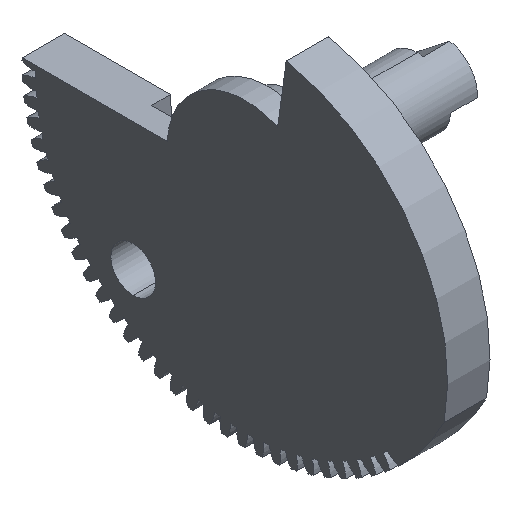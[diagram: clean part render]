
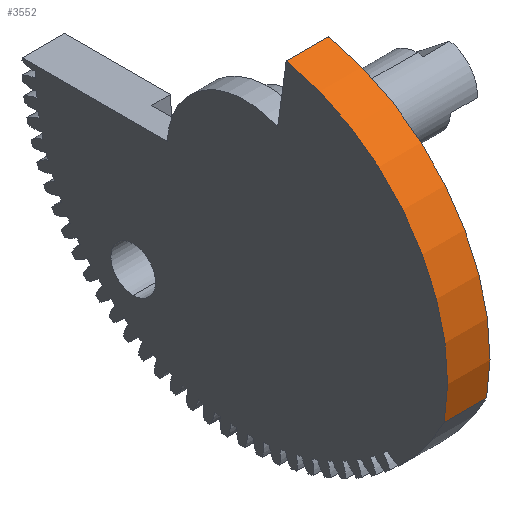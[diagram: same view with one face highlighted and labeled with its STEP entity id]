
A CAD part, isometric view. The second image highlights one B-rep face of the part: STEP entity #3552.
In plain terms, the highlighted cylindrical face has radius 18 mm (diameter 36 mm), a partial arc.
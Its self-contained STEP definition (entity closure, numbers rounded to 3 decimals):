
#6 = CARTESIAN_POINT ( 'NONE',  ( 0., -3.67, 11.883 ) ) ;
#8 = DIRECTION ( 'NONE',  ( 1., 0., 0. ) ) ;
#12 = ORIENTED_EDGE ( 'NONE', *, *, #43, .F. ) ;
#43 = EDGE_CURVE ( 'NONE', #1302, #5129, #3549, .T. ) ;
#62 = CYLINDRICAL_SURFACE ( 'NONE', #265, 18. ) ;
#265 = AXIS2_PLACEMENT_3D ( 'NONE', #4449, #8, #2052 ) ;
#370 = CARTESIAN_POINT ( 'NONE',  ( -3.8, -17.82, -9.08 ) ) ;
#498 = CARTESIAN_POINT ( 'NONE',  ( -3.8, -3.67, 11.883 ) ) ;
#1125 = CARTESIAN_POINT ( 'NONE',  ( 0., -17.82, -9.08 ) ) ;
#1266 = VECTOR ( 'NONE', #1481, 1000. ) ;
#1302 = VERTEX_POINT ( 'NONE', #498 ) ;
#1304 = CARTESIAN_POINT ( 'NONE',  ( -3.8, -17.82, -9.08 ) ) ;
#1336 = AXIS2_PLACEMENT_3D ( 'NONE', #4914, #1724, #4895 ) ;
#1481 = DIRECTION ( 'NONE',  ( 1., 0., 0. ) ) ;
#1563 = VERTEX_POINT ( 'NONE', #1125 ) ;
#1581 = ORIENTED_EDGE ( 'NONE', *, *, #3377, .T. ) ;
#1594 = EDGE_CURVE ( 'NONE', #1302, #1682, #3598, .T. ) ;
#1682 = VERTEX_POINT ( 'NONE', #1304 ) ;
#1724 = DIRECTION ( 'NONE',  ( 1., 0., 0. ) ) ;
#1823 = CIRCLE ( 'NONE', #4602, 18. ) ;
#1874 = CARTESIAN_POINT ( 'NONE',  ( 0., -0.128, -5.765 ) ) ;
#2052 = DIRECTION ( 'NONE',  ( 0., 0., -1. ) ) ;
#2140 = EDGE_LOOP ( 'NONE', ( #2485, #12, #2599, #1581 ) ) ;
#2232 = EDGE_CURVE ( 'NONE', #5129, #1563, #1823, .T. ) ;
#2485 = ORIENTED_EDGE ( 'NONE', *, *, #2232, .F. ) ;
#2599 = ORIENTED_EDGE ( 'NONE', *, *, #1594, .T. ) ;
#3233 = FACE_OUTER_BOUND ( 'NONE', #2140, .T. ) ;
#3377 = EDGE_CURVE ( 'NONE', #1682, #1563, #4374, .T. ) ;
#3549 = LINE ( 'NONE', #5157, #5055 ) ;
#3552 = ADVANCED_FACE ( 'NONE', ( #3233 ), #62, .T. ) ;
#3598 = CIRCLE ( 'NONE', #1336, 18. ) ;
#3928 = DIRECTION ( 'NONE',  ( 1., 0., 0. ) ) ;
#4374 = LINE ( 'NONE', #370, #1266 ) ;
#4449 = CARTESIAN_POINT ( 'NONE',  ( -3.8, -0.128, -5.765 ) ) ;
#4602 = AXIS2_PLACEMENT_3D ( 'NONE', #1874, #3928, #4670 ) ;
#4670 = DIRECTION ( 'NONE',  ( 0., 0., -1. ) ) ;
#4842 = DIRECTION ( 'NONE',  ( 1., 0., 0. ) ) ;
#4895 = DIRECTION ( 'NONE',  ( 0., 0., -1. ) ) ;
#4914 = CARTESIAN_POINT ( 'NONE',  ( -3.8, -0.128, -5.765 ) ) ;
#5055 = VECTOR ( 'NONE', #4842, 1000. ) ;
#5129 = VERTEX_POINT ( 'NONE', #6 ) ;
#5157 = CARTESIAN_POINT ( 'NONE',  ( -3.8, -3.67, 11.883 ) ) ;
